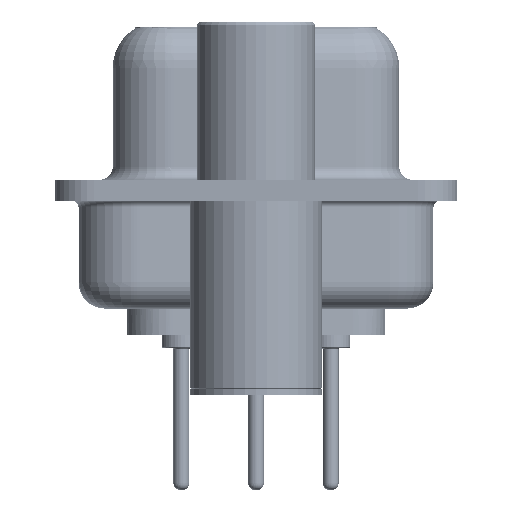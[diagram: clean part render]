
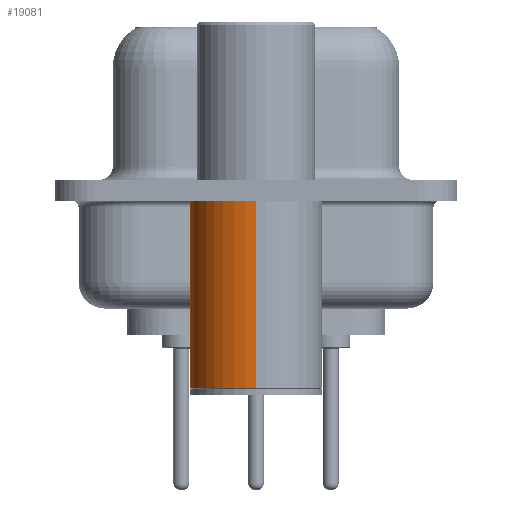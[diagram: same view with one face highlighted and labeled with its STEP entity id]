
A CAD part, left-side view. The second image highlights one B-rep face of the part: STEP entity #19081.
In plain terms, the highlighted cylindrical face has radius 2.5 mm (diameter 5 mm), a partial arc.
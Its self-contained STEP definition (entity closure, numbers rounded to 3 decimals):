
#240 = ORIENTED_EDGE ( 'NONE', *, *, #22451, .T. ) ;
#467 = DIRECTION ( 'NONE',  ( 0., 0., 1. ) ) ;
#521 = ORIENTED_EDGE ( 'NONE', *, *, #18272, .T. ) ;
#661 = CIRCLE ( 'NONE', #25477, 2.5 ) ;
#1243 = DIRECTION ( 'NONE',  ( 1., 0., 0. ) ) ;
#1787 = AXIS2_PLACEMENT_3D ( 'NONE', #19152, #16517, #3096 ) ;
#2099 = VERTEX_POINT ( 'NONE', #4387 ) ;
#2232 = EDGE_CURVE ( 'NONE', #20854, #24078, #14046, .T. ) ;
#2552 = CARTESIAN_POINT ( 'NONE',  ( -2.5, 0., -0.4 ) ) ;
#3096 = DIRECTION ( 'NONE',  ( 1., 0., 0. ) ) ;
#3978 = DIRECTION ( 'NONE',  ( 0., 0., 1. ) ) ;
#4387 = CARTESIAN_POINT ( 'NONE',  ( -2.5, 0., -7.525 ) ) ;
#4431 = DIRECTION ( 'NONE',  ( 0., 0., 1. ) ) ;
#5740 = CYLINDRICAL_SURFACE ( 'NONE', #1787, 2.5 ) ;
#6086 = EDGE_LOOP ( 'NONE', ( #521, #240, #32545, #7558 ) ) ;
#7558 = ORIENTED_EDGE ( 'NONE', *, *, #2232, .F. ) ;
#9382 = CARTESIAN_POINT ( 'NONE',  ( 0., 0., -0.4 ) ) ;
#10030 = CARTESIAN_POINT ( 'NONE',  ( 2.5, 0., -0.4 ) ) ;
#11100 = DIRECTION ( 'NONE',  ( 0., 0., 1. ) ) ;
#11870 = AXIS2_PLACEMENT_3D ( 'NONE', #22514, #3978, #31190 ) ;
#13825 = VECTOR ( 'NONE', #11100, 1000. ) ;
#13895 = CARTESIAN_POINT ( 'NONE',  ( 2.5, 0., -7.525 ) ) ;
#14046 = LINE ( 'NONE', #22358, #32303 ) ;
#15656 = VERTEX_POINT ( 'NONE', #2552 ) ;
#16517 = DIRECTION ( 'NONE',  ( 0., 0., 1. ) ) ;
#16701 = FACE_OUTER_BOUND ( 'NONE', #6086, .T. ) ;
#16756 = LINE ( 'NONE', #32828, #13825 ) ;
#18272 = EDGE_CURVE ( 'NONE', #20854, #2099, #21461, .T. ) ;
#19081 = ADVANCED_FACE ( 'NONE', ( #16701 ), #5740, .T. ) ;
#19152 = CARTESIAN_POINT ( 'NONE',  ( 0., 0., 0.581 ) ) ;
#20854 = VERTEX_POINT ( 'NONE', #13895 ) ;
#21461 = CIRCLE ( 'NONE', #11870, 2.5 ) ;
#22358 = CARTESIAN_POINT ( 'NONE',  ( 2.5, 0., 0.581 ) ) ;
#22451 = EDGE_CURVE ( 'NONE', #2099, #15656, #16756, .T. ) ;
#22514 = CARTESIAN_POINT ( 'NONE',  ( 0., 0., -7.525 ) ) ;
#24078 = VERTEX_POINT ( 'NONE', #10030 ) ;
#25477 = AXIS2_PLACEMENT_3D ( 'NONE', #9382, #4431, #1243 ) ;
#27183 = EDGE_CURVE ( 'NONE', #24078, #15656, #661, .T. ) ;
#31190 = DIRECTION ( 'NONE',  ( 1., 0., 0. ) ) ;
#32303 = VECTOR ( 'NONE', #467, 1000. ) ;
#32545 = ORIENTED_EDGE ( 'NONE', *, *, #27183, .F. ) ;
#32828 = CARTESIAN_POINT ( 'NONE',  ( -2.5, 0., 0.581 ) ) ;
